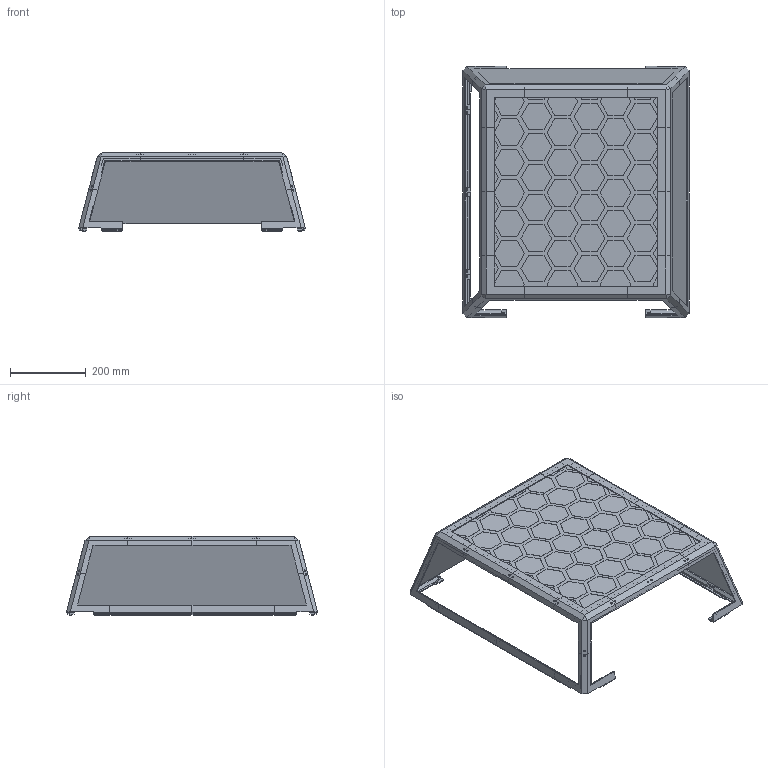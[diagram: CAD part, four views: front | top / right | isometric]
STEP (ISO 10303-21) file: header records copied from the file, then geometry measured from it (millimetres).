
FILE_DESCRIPTION (( 'STEP AP203' ), '1' );
FILE_NAME ('Top-Lid-V3.Assembly.STEP', '2021-07-08T14:28:53', ( '' ), ( '' ), 'SwSTEP 2.0', 'SolidWorks 2019', '' );
FILE_SCHEMA (( 'CONFIG_CONTROL_DESIGN' ));
Length unit declared in the file: millimetre
Products named in the file (13): Lid-Side-Panel-SIDES; TOP-Clips-Joiners; Btm-Back-LEFT-Corner.V6.20mm; Lid-Side-Panel-FRONT; Top-Corner.V6.20mm.V2; Top-Lid-V3.Assembly; Btm-left-Corner.V6.20mm; Btm-RIGHT-Corner.V6.20mm; Btm-Back-RIGHT-Corner.V6.20mm; Btm-Bar-SIDES.HALF; Top-Bar-274mm; Plexi-Top-Cover; Top-Bar-339mm.HALF
Assembly tree (22 placements, depth 2):
  Top-Lid-V3.Assembly
    Top-Corner.V6.20mm.V2  x4
    Top-Bar-274mm  x2
    Top-Bar-339mm.HALF  x4
    TOP-Clips-Joiners
    Btm-left-Corner.V6.20mm
    Plexi-Top-Cover
    Btm-RIGHT-Corner.V6.20mm
    Btm-Back-LEFT-Corner.V6.20mm
    Btm-Back-RIGHT-Corner.V6.20mm
    Btm-Bar-SIDES.HALF  x4
    Lid-Side-Panel-SIDES
    Lid-Side-Panel-FRONT
Bounding box: 596.77 x 661.77 x 208.62 mm (x, y, z)
Volume: 2527016.8 mm3; surface area: 1312543 mm2
Topology: 22 solids, 22 shells, 1475 faces, 3928 edges, 2580 vertices
Faces by surface type: plane 1351, cylinder 124
Entity records: 32358 total; most frequent: CARTESIAN_POINT 5513, ORIENTED_EDGE 5370, DIRECTION 4857, EDGE_CURVE 2685, VECTOR 2543, LINE 2543, VERTEX_POINT 1767, AXIS2_PLACEMENT_3D 1157
